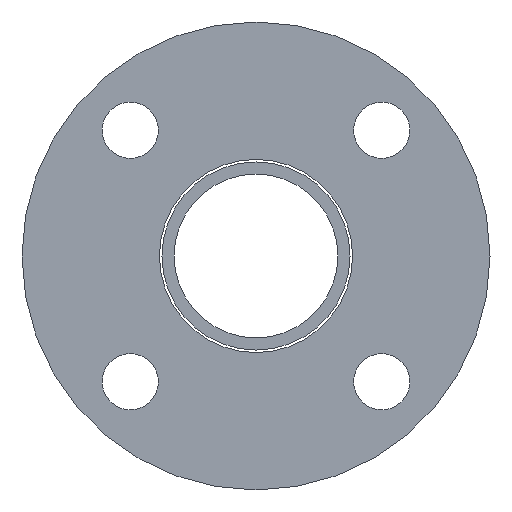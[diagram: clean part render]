
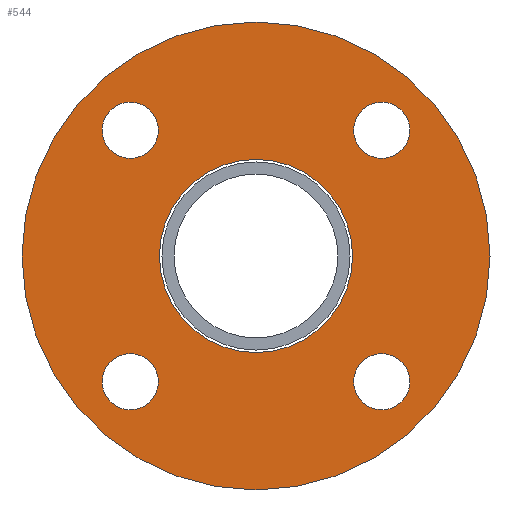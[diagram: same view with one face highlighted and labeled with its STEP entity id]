
A CAD part, left-side view. The second image highlights one B-rep face of the part: STEP entity #544.
In plain terms, the highlighted planar face has unit normal (-1, 0, 0).
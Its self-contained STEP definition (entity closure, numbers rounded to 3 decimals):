
#2 = FACE_OUTER_BOUND ( 'NONE', #542, .T. ) ;
#3 = EDGE_CURVE ( 'NONE', #520, #411, #521, .T. ) ;
#11 = DIRECTION ( 'NONE',  ( 1., 0., 0. ) ) ;
#49 = CARTESIAN_POINT ( 'NONE',  ( -11., -40.305, -49.305 ) ) ;
#56 = CARTESIAN_POINT ( 'NONE',  ( -11., 40.305, -49.305 ) ) ;
#58 = AXIS2_PLACEMENT_3D ( 'NONE', #706, #782, #561 ) ;
#68 = EDGE_CURVE ( 'NONE', #223, #430, #910, .T. ) ;
#74 = CIRCLE ( 'NONE', #507, 9. ) ;
#85 = ORIENTED_EDGE ( 'NONE', *, *, #3, .T. ) ;
#95 = DIRECTION ( 'NONE',  ( 0., 0., -1. ) ) ;
#110 = EDGE_CURVE ( 'NONE', #455, #921, #475, .T. ) ;
#145 = DIRECTION ( 'NONE',  ( 0., 0., -1. ) ) ;
#155 = CIRCLE ( 'NONE', #275, 9. ) ;
#157 = EDGE_LOOP ( 'NONE', ( #953, #418 ) ) ;
#163 = ORIENTED_EDGE ( 'NONE', *, *, #174, .T. ) ;
#164 = DIRECTION ( 'NONE',  ( 1., 0., 0. ) ) ;
#173 = CARTESIAN_POINT ( 'NONE',  ( -11., -40.305, 31.305 ) ) ;
#174 = EDGE_CURVE ( 'NONE', #921, #455, #428, .T. ) ;
#185 = CARTESIAN_POINT ( 'NONE',  ( -11., 0., 0. ) ) ;
#192 = DIRECTION ( 'NONE',  ( 0., 0., -1. ) ) ;
#193 = CARTESIAN_POINT ( 'NONE',  ( -11., 0., 0. ) ) ;
#205 = VERTEX_POINT ( 'NONE', #395 ) ;
#215 = CIRCLE ( 'NONE', #303, 9. ) ;
#219 = ORIENTED_EDGE ( 'NONE', *, *, #68, .T. ) ;
#223 = VERTEX_POINT ( 'NONE', #49 ) ;
#233 = CIRCLE ( 'NONE', #304, 75. ) ;
#235 = ORIENTED_EDGE ( 'NONE', *, *, #512, .T. ) ;
#250 = CARTESIAN_POINT ( 'NONE',  ( -11., 40.305, 31.305 ) ) ;
#275 = AXIS2_PLACEMENT_3D ( 'NONE', #817, #360, #145 ) ;
#281 = EDGE_CURVE ( 'NONE', #430, #223, #912, .T. ) ;
#286 = AXIS2_PLACEMENT_3D ( 'NONE', #185, #333, #192 ) ;
#296 = FACE_BOUND ( 'NONE', #403, .T. ) ;
#298 = DIRECTION ( 'NONE',  ( 0., 0., -1. ) ) ;
#303 = AXIS2_PLACEMENT_3D ( 'NONE', #307, #609, #918 ) ;
#304 = AXIS2_PLACEMENT_3D ( 'NONE', #772, #404, #551 ) ;
#307 = CARTESIAN_POINT ( 'NONE',  ( -11., 40.305, 40.305 ) ) ;
#311 = VERTEX_POINT ( 'NONE', #422 ) ;
#316 = DIRECTION ( 'NONE',  ( 0., 0., -1. ) ) ;
#322 = DIRECTION ( 'NONE',  ( 0., 0., -1. ) ) ;
#333 = DIRECTION ( 'NONE',  ( 1., 0., 0. ) ) ;
#339 = DIRECTION ( 'NONE',  ( 1., 0., 0. ) ) ;
#357 = DIRECTION ( 'NONE',  ( 1., 0., 0. ) ) ;
#359 = EDGE_LOOP ( 'NONE', ( #219, #939 ) ) ;
#360 = DIRECTION ( 'NONE',  ( 1., 0., 0. ) ) ;
#368 = ORIENTED_EDGE ( 'NONE', *, *, #763, .F. ) ;
#386 = PLANE ( 'NONE',  #656 ) ;
#388 = DIRECTION ( 'NONE',  ( 1., 0., 0. ) ) ;
#395 = CARTESIAN_POINT ( 'NONE',  ( -11., -40.305, 49.305 ) ) ;
#403 = EDGE_LOOP ( 'NONE', ( #467, #163 ) ) ;
#404 = DIRECTION ( 'NONE',  ( 1., 0., 0. ) ) ;
#411 = VERTEX_POINT ( 'NONE', #56 ) ;
#415 = DIRECTION ( 'NONE',  ( 0., 0., -1. ) ) ;
#418 = ORIENTED_EDGE ( 'NONE', *, *, #740, .T. ) ;
#422 = CARTESIAN_POINT ( 'NONE',  ( -11., 0., -75. ) ) ;
#428 = CIRCLE ( 'NONE', #506, 30.95 ) ;
#430 = VERTEX_POINT ( 'NONE', #799 ) ;
#435 = DIRECTION ( 'NONE',  ( 0., 0., -1. ) ) ;
#438 = CARTESIAN_POINT ( 'NONE',  ( -11., 40.305, -31.305 ) ) ;
#455 = VERTEX_POINT ( 'NONE', #882 ) ;
#467 = ORIENTED_EDGE ( 'NONE', *, *, #110, .T. ) ;
#471 = DIRECTION ( 'NONE',  ( 0., 0., -1. ) ) ;
#475 = CIRCLE ( 'NONE', #602, 30.95 ) ;
#477 = AXIS2_PLACEMENT_3D ( 'NONE', #517, #164, #316 ) ;
#478 = EDGE_CURVE ( 'NONE', #411, #520, #74, .T. ) ;
#485 = DIRECTION ( 'NONE',  ( 1., 0., 0. ) ) ;
#506 = AXIS2_PLACEMENT_3D ( 'NONE', #857, #631, #322 ) ;
#507 = AXIS2_PLACEMENT_3D ( 'NONE', #964, #805, #435 ) ;
#512 = EDGE_CURVE ( 'NONE', #205, #590, #155, .T. ) ;
#516 = EDGE_LOOP ( 'NONE', ( #973, #85 ) ) ;
#517 = CARTESIAN_POINT ( 'NONE',  ( -11., -40.305, 40.305 ) ) ;
#520 = VERTEX_POINT ( 'NONE', #438 ) ;
#521 = CIRCLE ( 'NONE', #583, 9. ) ;
#530 = CARTESIAN_POINT ( 'NONE',  ( -11., 40.305, 49.305 ) ) ;
#542 = EDGE_LOOP ( 'NONE', ( #368, #628 ) ) ;
#544 = ADVANCED_FACE ( 'NONE', ( #769, #762, #841, #296, #697, #2 ), #386, .F. ) ;
#551 = DIRECTION ( 'NONE',  ( 0., 0., -1. ) ) ;
#561 = DIRECTION ( 'NONE',  ( 0., 0., -1. ) ) ;
#583 = AXIS2_PLACEMENT_3D ( 'NONE', #898, #357, #298 ) ;
#590 = VERTEX_POINT ( 'NONE', #173 ) ;
#596 = CARTESIAN_POINT ( 'NONE',  ( -11., 0., 75. ) ) ;
#602 = AXIS2_PLACEMENT_3D ( 'NONE', #193, #485, #415 ) ;
#608 = ORIENTED_EDGE ( 'NONE', *, *, #632, .T. ) ;
#609 = DIRECTION ( 'NONE',  ( 1., 0., 0. ) ) ;
#624 = VERTEX_POINT ( 'NONE', #596 ) ;
#628 = ORIENTED_EDGE ( 'NONE', *, *, #818, .F. ) ;
#631 = DIRECTION ( 'NONE',  ( 1., 0., 0. ) ) ;
#632 = EDGE_CURVE ( 'NONE', #590, #205, #777, .T. ) ;
#652 = EDGE_CURVE ( 'NONE', #811, #653, #215, .T. ) ;
#653 = VERTEX_POINT ( 'NONE', #530 ) ;
#656 = AXIS2_PLACEMENT_3D ( 'NONE', #689, #11, #821 ) ;
#689 = CARTESIAN_POINT ( 'NONE',  ( -11., 0., 0. ) ) ;
#697 = FACE_BOUND ( 'NONE', #157, .T. ) ;
#706 = CARTESIAN_POINT ( 'NONE',  ( -11., -40.305, -40.305 ) ) ;
#719 = CARTESIAN_POINT ( 'NONE',  ( -11., 40.305, 40.305 ) ) ;
#723 = CIRCLE ( 'NONE', #286, 75. ) ;
#740 = EDGE_CURVE ( 'NONE', #653, #811, #943, .T. ) ;
#757 = EDGE_LOOP ( 'NONE', ( #608, #235 ) ) ;
#762 = FACE_BOUND ( 'NONE', #359, .T. ) ;
#763 = EDGE_CURVE ( 'NONE', #311, #624, #723, .T. ) ;
#765 = CARTESIAN_POINT ( 'NONE',  ( -11., -40.305, -40.305 ) ) ;
#769 = FACE_BOUND ( 'NONE', #757, .T. ) ;
#772 = CARTESIAN_POINT ( 'NONE',  ( -11., 0., 0. ) ) ;
#777 = CIRCLE ( 'NONE', #477, 9. ) ;
#782 = DIRECTION ( 'NONE',  ( 1., 0., 0. ) ) ;
#799 = CARTESIAN_POINT ( 'NONE',  ( -11., -40.305, -31.305 ) ) ;
#805 = DIRECTION ( 'NONE',  ( 1., 0., 0. ) ) ;
#811 = VERTEX_POINT ( 'NONE', #250 ) ;
#817 = CARTESIAN_POINT ( 'NONE',  ( -11., -40.305, 40.305 ) ) ;
#818 = EDGE_CURVE ( 'NONE', #624, #311, #233, .T. ) ;
#821 = DIRECTION ( 'NONE',  ( 0., 0., -1. ) ) ;
#841 = FACE_BOUND ( 'NONE', #516, .T. ) ;
#857 = CARTESIAN_POINT ( 'NONE',  ( -11., 0., 0. ) ) ;
#877 = AXIS2_PLACEMENT_3D ( 'NONE', #765, #388, #95 ) ;
#882 = CARTESIAN_POINT ( 'NONE',  ( -11., 0., -30.95 ) ) ;
#892 = AXIS2_PLACEMENT_3D ( 'NONE', #719, #339, #471 ) ;
#898 = CARTESIAN_POINT ( 'NONE',  ( -11., 40.305, -40.305 ) ) ;
#910 = CIRCLE ( 'NONE', #877, 9. ) ;
#912 = CIRCLE ( 'NONE', #58, 9. ) ;
#918 = DIRECTION ( 'NONE',  ( 0., 0., -1. ) ) ;
#921 = VERTEX_POINT ( 'NONE', #936 ) ;
#936 = CARTESIAN_POINT ( 'NONE',  ( -11., 0., 30.95 ) ) ;
#939 = ORIENTED_EDGE ( 'NONE', *, *, #281, .T. ) ;
#943 = CIRCLE ( 'NONE', #892, 9. ) ;
#953 = ORIENTED_EDGE ( 'NONE', *, *, #652, .T. ) ;
#964 = CARTESIAN_POINT ( 'NONE',  ( -11., 40.305, -40.305 ) ) ;
#973 = ORIENTED_EDGE ( 'NONE', *, *, #478, .T. ) ;
